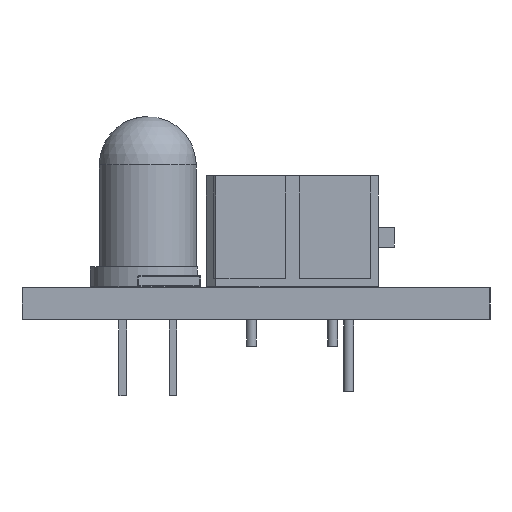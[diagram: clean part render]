
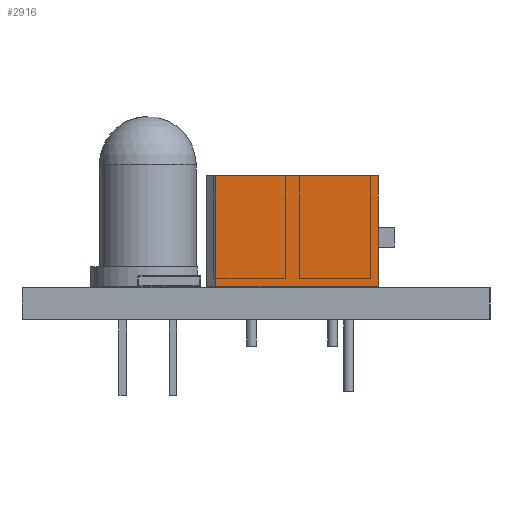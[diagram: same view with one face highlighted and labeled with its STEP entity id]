
A CAD part, left-side view. The second image highlights one B-rep face of the part: STEP entity #2916.
In plain terms, the highlighted face is planar.
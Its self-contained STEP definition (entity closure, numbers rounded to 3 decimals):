
#1685 = PLANE('',#1686);
#1686 = AXIS2_PLACEMENT_3D('',#1687,#1688,#1689);
#1687 = CARTESIAN_POINT('',(0.,0.,5.6));
#1688 = DIRECTION('',(0.,0.,1.));
#1689 = DIRECTION('',(1.,0.,-0.));
#2294 = PLANE('',#2295);
#2295 = AXIS2_PLACEMENT_3D('',#2296,#2297,#2298);
#2296 = CARTESIAN_POINT('',(0.,0.,0.));
#2297 = DIRECTION('',(0.,0.,1.));
#2298 = DIRECTION('',(1.,0.,-0.));
#2588 = VERTEX_POINT('',#2589);
#2589 = CARTESIAN_POINT('',(3.85,2.25,0.));
#2598 = PLANE('',#2599);
#2599 = AXIS2_PLACEMENT_3D('',#2600,#2601,#2602);
#2600 = CARTESIAN_POINT('',(4.35,1.75,0.));
#2601 = DIRECTION('',(0.707,0.707,0.));
#2602 = DIRECTION('',(-0.707,0.707,0.));
#2617 = EDGE_CURVE('',#2588,#2618,#2620,.T.);
#2618 = VERTEX_POINT('',#2619);
#2619 = CARTESIAN_POINT('',(3.85,2.25,5.6));
#2620 = SURFACE_CURVE('',#2621,(#2625,#2632),.PCURVE_S1.);
#2621 = LINE('',#2622,#2623);
#2622 = CARTESIAN_POINT('',(3.85,2.25,0.));
#2623 = VECTOR('',#2624,1.);
#2624 = DIRECTION('',(0.,0.,1.));
#2625 = PCURVE('',#2598,#2626);
#2626 = DEFINITIONAL_REPRESENTATION('',(#2627),#2631);
#2627 = LINE('',#2628,#2629);
#2628 = CARTESIAN_POINT('',(0.707,0.));
#2629 = VECTOR('',#2630,1.);
#2630 = DIRECTION('',(0.,1.));
#2631 = ( GEOMETRIC_REPRESENTATION_CONTEXT(2) 
PARAMETRIC_REPRESENTATION_CONTEXT() REPRESENTATION_CONTEXT('2D SPACE',''
  ) );
#2632 = PCURVE('',#2633,#2638);
#2633 = PLANE('',#2634);
#2634 = AXIS2_PLACEMENT_3D('',#2635,#2636,#2637);
#2635 = CARTESIAN_POINT('',(3.85,2.25,0.));
#2636 = DIRECTION('',(0.,1.,0.));
#2637 = DIRECTION('',(-1.,0.,0.));
#2638 = DEFINITIONAL_REPRESENTATION('',(#2639),#2643);
#2639 = LINE('',#2640,#2641);
#2640 = CARTESIAN_POINT('',(0.,0.));
#2641 = VECTOR('',#2642,1.);
#2642 = DIRECTION('',(0.,1.));
#2643 = ( GEOMETRIC_REPRESENTATION_CONTEXT(2) 
PARAMETRIC_REPRESENTATION_CONTEXT() REPRESENTATION_CONTEXT('2D SPACE',''
  ) );
#2834 = PLANE('',#2835);
#2835 = AXIS2_PLACEMENT_3D('',#2836,#2837,#2838);
#2836 = CARTESIAN_POINT('',(-4.35,2.25,0.));
#2837 = DIRECTION('',(-1.,0.,0.));
#2838 = DIRECTION('',(0.,-1.,0.));
#2850 = VERTEX_POINT('',#2851);
#2851 = CARTESIAN_POINT('',(-4.35,2.25,0.));
#2874 = VERTEX_POINT('',#2875);
#2875 = CARTESIAN_POINT('',(-4.35,2.25,5.6));
#2896 = EDGE_CURVE('',#2850,#2874,#2897,.T.);
#2897 = SURFACE_CURVE('',#2898,(#2902,#2909),.PCURVE_S1.);
#2898 = LINE('',#2899,#2900);
#2899 = CARTESIAN_POINT('',(-4.35,2.25,0.));
#2900 = VECTOR('',#2901,1.);
#2901 = DIRECTION('',(0.,0.,1.));
#2902 = PCURVE('',#2834,#2903);
#2903 = DEFINITIONAL_REPRESENTATION('',(#2904),#2908);
#2904 = LINE('',#2905,#2906);
#2905 = CARTESIAN_POINT('',(0.,0.));
#2906 = VECTOR('',#2907,1.);
#2907 = DIRECTION('',(0.,1.));
#2908 = ( GEOMETRIC_REPRESENTATION_CONTEXT(2) 
PARAMETRIC_REPRESENTATION_CONTEXT() REPRESENTATION_CONTEXT('2D SPACE',''
  ) );
#2909 = PCURVE('',#2633,#2910);
#2910 = DEFINITIONAL_REPRESENTATION('',(#2911),#2915);
#2911 = LINE('',#2912,#2913);
#2912 = CARTESIAN_POINT('',(8.2,0.));
#2913 = VECTOR('',#2914,1.);
#2914 = DIRECTION('',(0.,1.));
#2915 = ( GEOMETRIC_REPRESENTATION_CONTEXT(2) 
PARAMETRIC_REPRESENTATION_CONTEXT() REPRESENTATION_CONTEXT('2D SPACE',''
  ) );
#2916 = ADVANCED_FACE('',(#2917),#2633,.T.);
#2917 = FACE_BOUND('',#2918,.T.);
#2918 = EDGE_LOOP('',(#2919,#2940,#2941,#2962));
#2919 = ORIENTED_EDGE('',*,*,#2920,.F.);
#2920 = EDGE_CURVE('',#2850,#2588,#2921,.T.);
#2921 = SURFACE_CURVE('',#2922,(#2926,#2933),.PCURVE_S1.);
#2922 = LINE('',#2923,#2924);
#2923 = CARTESIAN_POINT('',(-4.35,2.25,0.));
#2924 = VECTOR('',#2925,1.);
#2925 = DIRECTION('',(1.,0.,0.));
#2926 = PCURVE('',#2633,#2927);
#2927 = DEFINITIONAL_REPRESENTATION('',(#2928),#2932);
#2928 = LINE('',#2929,#2930);
#2929 = CARTESIAN_POINT('',(8.2,0.));
#2930 = VECTOR('',#2931,1.);
#2931 = DIRECTION('',(-1.,0.));
#2932 = ( GEOMETRIC_REPRESENTATION_CONTEXT(2) 
PARAMETRIC_REPRESENTATION_CONTEXT() REPRESENTATION_CONTEXT('2D SPACE',''
  ) );
#2933 = PCURVE('',#2294,#2934);
#2934 = DEFINITIONAL_REPRESENTATION('',(#2935),#2939);
#2935 = LINE('',#2936,#2937);
#2936 = CARTESIAN_POINT('',(-4.35,2.25));
#2937 = VECTOR('',#2938,1.);
#2938 = DIRECTION('',(1.,0.));
#2939 = ( GEOMETRIC_REPRESENTATION_CONTEXT(2) 
PARAMETRIC_REPRESENTATION_CONTEXT() REPRESENTATION_CONTEXT('2D SPACE',''
  ) );
#2940 = ORIENTED_EDGE('',*,*,#2896,.T.);
#2941 = ORIENTED_EDGE('',*,*,#2942,.F.);
#2942 = EDGE_CURVE('',#2618,#2874,#2943,.T.);
#2943 = SURFACE_CURVE('',#2944,(#2948,#2955),.PCURVE_S1.);
#2944 = LINE('',#2945,#2946);
#2945 = CARTESIAN_POINT('',(-4.35,2.25,5.6));
#2946 = VECTOR('',#2947,1.);
#2947 = DIRECTION('',(-1.,0.,0.));
#2948 = PCURVE('',#2633,#2949);
#2949 = DEFINITIONAL_REPRESENTATION('',(#2950),#2954);
#2950 = LINE('',#2951,#2952);
#2951 = CARTESIAN_POINT('',(8.2,5.6));
#2952 = VECTOR('',#2953,1.);
#2953 = DIRECTION('',(1.,0.));
#2954 = ( GEOMETRIC_REPRESENTATION_CONTEXT(2) 
PARAMETRIC_REPRESENTATION_CONTEXT() REPRESENTATION_CONTEXT('2D SPACE',''
  ) );
#2955 = PCURVE('',#1685,#2956);
#2956 = DEFINITIONAL_REPRESENTATION('',(#2957),#2961);
#2957 = LINE('',#2958,#2959);
#2958 = CARTESIAN_POINT('',(-4.35,2.25));
#2959 = VECTOR('',#2960,1.);
#2960 = DIRECTION('',(-1.,0.));
#2961 = ( GEOMETRIC_REPRESENTATION_CONTEXT(2) 
PARAMETRIC_REPRESENTATION_CONTEXT() REPRESENTATION_CONTEXT('2D SPACE',''
  ) );
#2962 = ORIENTED_EDGE('',*,*,#2617,.F.);
